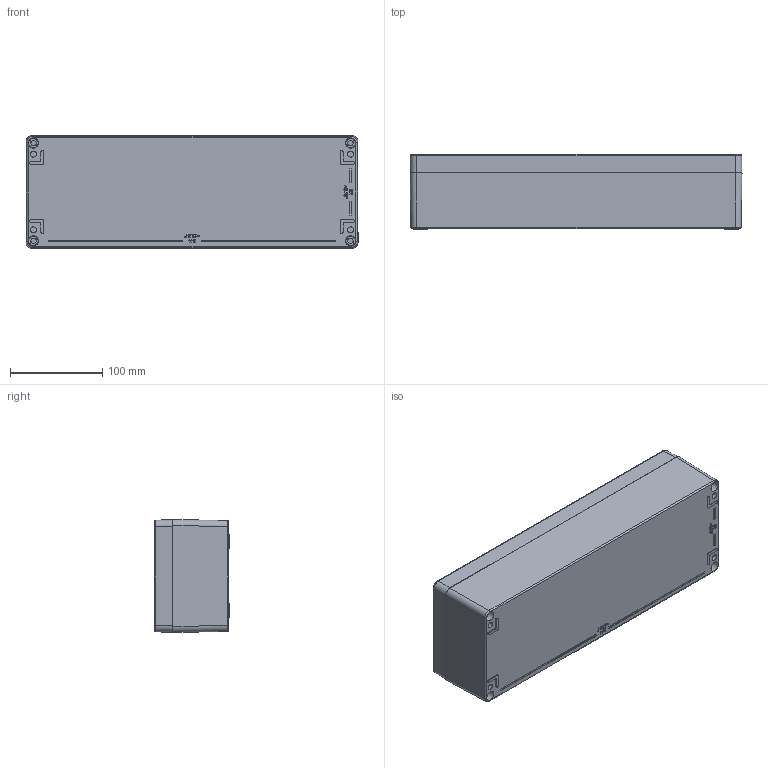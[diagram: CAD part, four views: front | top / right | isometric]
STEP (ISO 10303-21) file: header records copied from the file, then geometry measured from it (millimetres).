
FILE_DESCRIPTION (( 'STEP AP203' ), '1' );
FILE_NAME ('1590Z164BK.step', '2020-11-14T20:09:00', ( 'ADC123' ), ( 'Microsoft' ), 'SwSTEP 2.0', 'SolidWorks 2019', '' );
FILE_SCHEMA (( 'CONFIG_CONTROL_DESIGN' ));
Length unit declared in the file: inch
Products named in the file (1): 1590Z164BK
Bounding box: 360 x 81.3 x 122.4 mm (x, y, z)
Volume: 737708.2 mm3; surface area: 430905.5 mm2
Topology: 8 solids, 8 shells, 1057 faces, 2831 edges, 1844 vertices
Faces by surface type: plane 544, bspline 230, cylinder 176, cone 106, torus 1
Full cylindrical faces by diameter (mm): 3.242 x1, 4.917 x6, 5.28 x4, 5.88 x4, 6 x4, 6.528 x6, 6.6 x4, 10.5 x4, 12.2 x4
Entity records: 35751 total; most frequent: CARTESIAN_POINT 11277, ORIENTED_EDGE 5468, DIRECTION 4306, EDGE_CURVE 2734, VERTEX_POINT 1813, LINE 1480, VECTOR 1480, AXIS2_PLACEMENT_3D 1413
